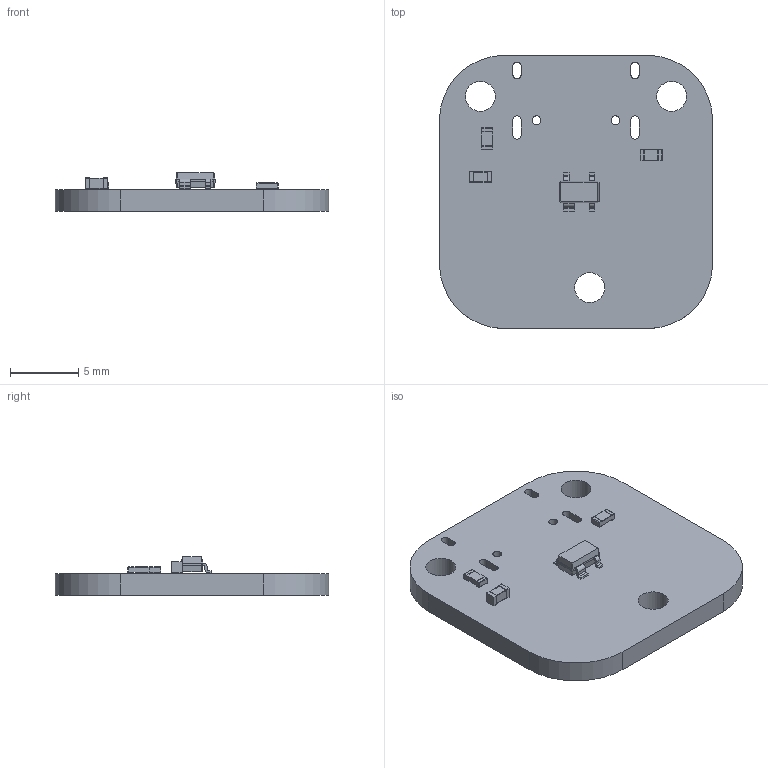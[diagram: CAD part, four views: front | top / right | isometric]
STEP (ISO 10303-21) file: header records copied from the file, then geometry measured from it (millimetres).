
FILE_DESCRIPTION(('KiCad electronic assembly'),'2;1');
FILE_NAME('daughterboard.step','2019-04-25T08:45:25',('An Author'),( 'A Company'),'Open CASCADE STEP processor 6.9', 'KiCad to STEP converter','Unknown');
FILE_SCHEMA(('AUTOMOTIVE_DESIGN { 1 0 10303 214 1 1 1 1 }'));
Length unit declared in the file: millimetre
Products named in the file (8): Open CASCADE STEP translator 6.9 1; SOT-143; SOLID; C_0603_1608Metric; R_0603_1608Metric; COMPOUND
Assembly tree (8 placements, depth 3):
  Open CASCADE STEP translator 6.9 1
    SOT-143
      SOLID
    C_0603_1608Metric
      SOLID
    R_0603_1608Metric  x2
      SOLID
    COMPOUND
Bounding box: 20 x 20 x 2.85 mm (x, y, z)
Volume: 591.5 mm3; surface area: 946.5 mm2
Topology: 5 solids, 5 shells, 205 faces, 531 edges, 338 vertices
Faces by surface type: plane 116, cylinder 61, bspline 28
Full cylindrical faces by diameter (mm): 0.65 x2, 2.2 x3
Entity records: 12672 total; most frequent: CARTESIAN_POINT 2255, DIRECTION 1695, LINE 1093, VECTOR 1093, ORIENTED_EDGE 926, PCURVE 926, DEFINITIONAL_REPRESENTATION 926, EDGE_CURVE 463
